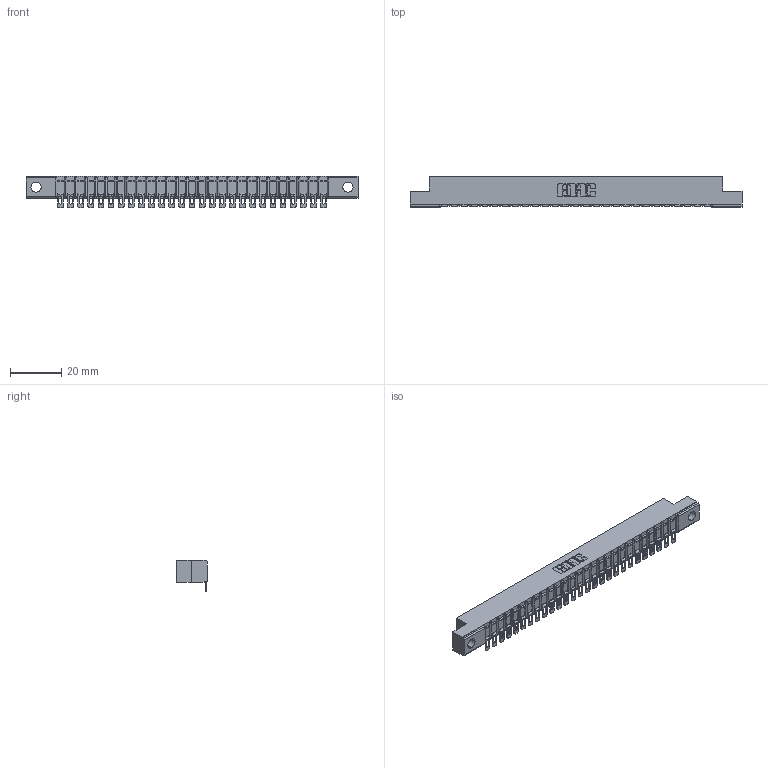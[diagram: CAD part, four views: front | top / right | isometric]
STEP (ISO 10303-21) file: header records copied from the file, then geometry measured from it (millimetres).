
FILE_DESCRIPTION (( 'STEP AP203' ), '1' );
FILE_NAME ('357-027-554-104.STEP', '2018-08-09T05:06:10', ( '' ), ( '' ), 'SwSTEP 2.0', 'SolidWorks 2016', '' );
FILE_SCHEMA (( 'CONFIG_CONTROL_DESIGN' ));
Length unit declared in the file: inch
Products named in the file (3): 307 Part_.156 Dia Mounting Holes; 307-290-002_554; 357-027-554-104
Assembly tree (28 placements, depth 2):
  357-027-554-104
    307 Part_.156 Dia Mounting Holes
    307-290-002_554  x27
Bounding box: 130 x 12.01 x 12.52 mm (x, y, z)
Volume: 8488.6 mm3; surface area: 15719.1 mm2
Topology: 28 solids, 28 shells, 2347 faces, 7190 edges, 4716 vertices
Faces by surface type: plane 1326, cylinder 965, sphere 56
Entity records: 26379 total; most frequent: CARTESIAN_POINT 4452, ORIENTED_EDGE 4440, DIRECTION 4330, EDGE_CURVE 2220, LINE 1694, VECTOR 1694, VERTEX_POINT 1440, AXIS2_PLACEMENT_3D 1318
